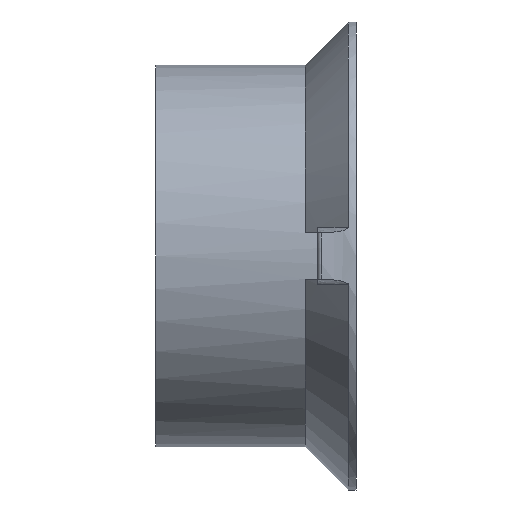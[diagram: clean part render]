
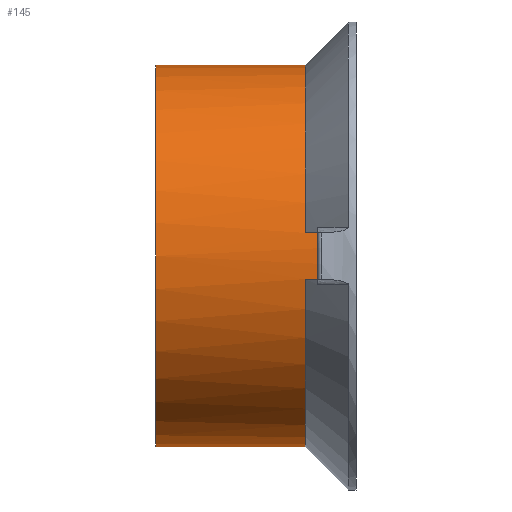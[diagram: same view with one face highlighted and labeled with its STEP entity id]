
A CAD part, left-side view. The second image highlights one B-rep face of the part: STEP entity #145.
In plain terms, the highlighted cylindrical face has radius 24.8 mm (diameter 49.6 mm), a partial arc.
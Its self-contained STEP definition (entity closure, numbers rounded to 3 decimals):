
#43 = DIRECTION ( 'NONE',  ( 0., -1., 0. ) ) ;
#55 = EDGE_CURVE ( 'NONE', #1718, #81, #2363, .T. ) ;
#81 = VERTEX_POINT ( 'NONE', #938 ) ;
#145 = ADVANCED_FACE ( 'NONE', ( #397 ), #2558, .T. ) ;
#183 = ORIENTED_EDGE ( 'NONE', *, *, #55, .T. ) ;
#266 = VERTEX_POINT ( 'NONE', #493 ) ;
#334 = VECTOR ( 'NONE', #2539, 1000. ) ;
#335 = VECTOR ( 'NONE', #879, 1000. ) ;
#357 = CARTESIAN_POINT ( 'NONE',  ( 0., 25., 24.8 ) ) ;
#397 = FACE_OUTER_BOUND ( 'NONE', #2439, .T. ) ;
#410 = DIRECTION ( 'NONE',  ( 0., 0., 1. ) ) ;
#417 = EDGE_CURVE ( 'NONE', #899, #266, #1870, .T. ) ;
#427 = CARTESIAN_POINT ( 'NONE',  ( 0., 4., 0. ) ) ;
#493 = CARTESIAN_POINT ( 'NONE',  ( -24.618, 4., -3. ) ) ;
#498 = EDGE_CURVE ( 'NONE', #1803, #266, #514, .T. ) ;
#504 = AXIS2_PLACEMENT_3D ( 'NONE', #2417, #1437, #410 ) ;
#514 = CIRCLE ( 'NONE', #1155, 24.8 ) ;
#630 = CARTESIAN_POINT ( 'NONE',  ( -24.618, 5.6, -3. ) ) ;
#660 = CARTESIAN_POINT ( 'NONE',  ( -24.618, 6., 3. ) ) ;
#812 = CARTESIAN_POINT ( 'NONE',  ( -24.618, 4., 3. ) ) ;
#859 = DIRECTION ( 'NONE',  ( 0., -1., 0. ) ) ;
#861 = DIRECTION ( 'NONE',  ( 0., 0., -1. ) ) ;
#878 = EDGE_CURVE ( 'NONE', #902, #1391, #1294, .T. ) ;
#879 = DIRECTION ( 'NONE',  ( 0., -1., 0. ) ) ;
#895 = EDGE_CURVE ( 'NONE', #902, #1803, #1235, .T. ) ;
#899 = VERTEX_POINT ( 'NONE', #630 ) ;
#902 = VERTEX_POINT ( 'NONE', #1894 ) ;
#915 = ORIENTED_EDGE ( 'NONE', *, *, #878, .T. ) ;
#929 = ORIENTED_EDGE ( 'NONE', *, *, #2358, .T. ) ;
#938 = CARTESIAN_POINT ( 'NONE',  ( 0., 5.6, -24.8 ) ) ;
#1051 = DIRECTION ( 'NONE',  ( 0., -1., 0. ) ) ;
#1155 = AXIS2_PLACEMENT_3D ( 'NONE', #427, #859, #2467 ) ;
#1178 = CARTESIAN_POINT ( 'NONE',  ( 0., 25., 24.8 ) ) ;
#1205 = DIRECTION ( 'NONE',  ( 0., -1., 0. ) ) ;
#1228 = CIRCLE ( 'NONE', #1270, 24.8 ) ;
#1235 = LINE ( 'NONE', #660, #335 ) ;
#1260 = VECTOR ( 'NONE', #1051, 1000. ) ;
#1270 = AXIS2_PLACEMENT_3D ( 'NONE', #1290, #2329, #2301 ) ;
#1271 = CARTESIAN_POINT ( 'NONE',  ( 0., 5.6, 0. ) ) ;
#1275 = CARTESIAN_POINT ( 'NONE',  ( 0., 25., 0. ) ) ;
#1290 = CARTESIAN_POINT ( 'NONE',  ( 0., 5.6, 0. ) ) ;
#1294 = CIRCLE ( 'NONE', #2258, 24.8 ) ;
#1302 = ORIENTED_EDGE ( 'NONE', *, *, #895, .F. ) ;
#1350 = DIRECTION ( 'NONE',  ( 0., 0., -1. ) ) ;
#1391 = VERTEX_POINT ( 'NONE', #2145 ) ;
#1402 = ORIENTED_EDGE ( 'NONE', *, *, #498, .F. ) ;
#1437 = DIRECTION ( 'NONE',  ( 0., 1., 0. ) ) ;
#1489 = VERTEX_POINT ( 'NONE', #1178 ) ;
#1509 = EDGE_CURVE ( 'NONE', #1718, #1489, #1744, .T. ) ;
#1601 = ORIENTED_EDGE ( 'NONE', *, *, #2106, .F. ) ;
#1635 = CARTESIAN_POINT ( 'NONE',  ( 0., 25., -24.8 ) ) ;
#1644 = ORIENTED_EDGE ( 'NONE', *, *, #417, .T. ) ;
#1655 = AXIS2_PLACEMENT_3D ( 'NONE', #1275, #43, #1350 ) ;
#1718 = VERTEX_POINT ( 'NONE', #2601 ) ;
#1744 = CIRCLE ( 'NONE', #504, 24.8 ) ;
#1803 = VERTEX_POINT ( 'NONE', #812 ) ;
#1870 = LINE ( 'NONE', #2090, #1260 ) ;
#1894 = CARTESIAN_POINT ( 'NONE',  ( -24.618, 5.6, 3. ) ) ;
#1906 = LINE ( 'NONE', #357, #2615 ) ;
#2090 = CARTESIAN_POINT ( 'NONE',  ( -24.618, 6., -3. ) ) ;
#2106 = EDGE_CURVE ( 'NONE', #1489, #1391, #1906, .T. ) ;
#2145 = CARTESIAN_POINT ( 'NONE',  ( 0., 5.6, 24.8 ) ) ;
#2258 = AXIS2_PLACEMENT_3D ( 'NONE', #1271, #2281, #861 ) ;
#2281 = DIRECTION ( 'NONE',  ( 0., 1., 0. ) ) ;
#2301 = DIRECTION ( 'NONE',  ( 0., 0., -1. ) ) ;
#2303 = ORIENTED_EDGE ( 'NONE', *, *, #1509, .F. ) ;
#2329 = DIRECTION ( 'NONE',  ( 0., 1., 0. ) ) ;
#2358 = EDGE_CURVE ( 'NONE', #81, #899, #1228, .T. ) ;
#2363 = LINE ( 'NONE', #1635, #334 ) ;
#2417 = CARTESIAN_POINT ( 'NONE',  ( 0., 25., 0. ) ) ;
#2439 = EDGE_LOOP ( 'NONE', ( #1601, #2303, #183, #929, #1644, #1402, #1302, #915 ) ) ;
#2467 = DIRECTION ( 'NONE',  ( 0., 0., 1. ) ) ;
#2539 = DIRECTION ( 'NONE',  ( 0., -1., 0. ) ) ;
#2558 = CYLINDRICAL_SURFACE ( 'NONE', #1655, 24.8 ) ;
#2601 = CARTESIAN_POINT ( 'NONE',  ( 0., 25., -24.8 ) ) ;
#2615 = VECTOR ( 'NONE', #1205, 1000. ) ;
